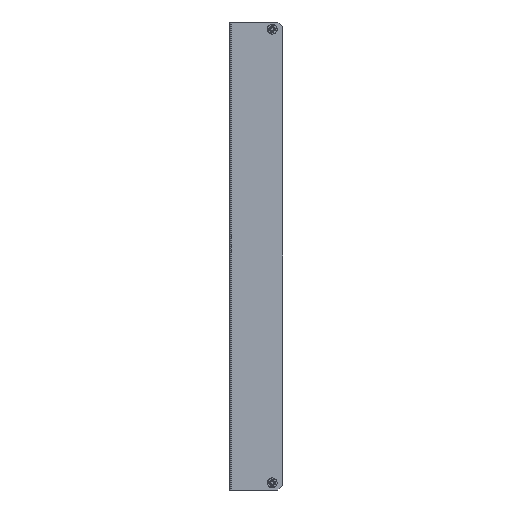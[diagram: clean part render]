
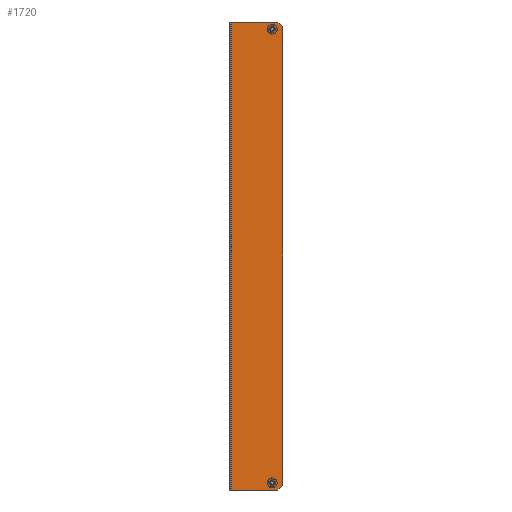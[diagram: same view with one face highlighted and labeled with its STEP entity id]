
A CAD part, front view. The second image highlights one B-rep face of the part: STEP entity #1720.
In plain terms, the highlighted planar face has unit normal (0, -1, 0).
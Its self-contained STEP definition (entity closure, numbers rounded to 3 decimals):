
#21 = EDGE_CURVE ( 'NONE', #2791, #2561, #2469, .T. ) ;
#93 = LINE ( 'NONE', #973, #2838 ) ;
#96 = CARTESIAN_POINT ( 'NONE',  ( 55., -1., 245. ) ) ;
#188 = FACE_OUTER_BOUND ( 'NONE', #2400, .T. ) ;
#210 = VERTEX_POINT ( 'NONE', #820 ) ;
#225 = CIRCLE ( 'NONE', #1419, 2.75 ) ;
#349 = EDGE_CURVE ( 'NONE', #3237, #2796, #1698, .T. ) ;
#378 = DIRECTION ( 'NONE',  ( 0., 1., 0. ) ) ;
#387 = AXIS2_PLACEMENT_3D ( 'NONE', #586, #843, #525 ) ;
#398 = ORIENTED_EDGE ( 'NONE', *, *, #3043, .T. ) ;
#430 = CARTESIAN_POINT ( 'NONE',  ( 0., -1., 245. ) ) ;
#498 = DIRECTION ( 'NONE',  ( 0., 1., 0. ) ) ;
#499 = CARTESIAN_POINT ( 'NONE',  ( 1., -1., 245. ) ) ;
#507 = VECTOR ( 'NONE', #3157, 1000. ) ;
#515 = EDGE_CURVE ( 'NONE', #1340, #2561, #1373, .T. ) ;
#525 = DIRECTION ( 'NONE',  ( 0., 0., 1. ) ) ;
#586 = CARTESIAN_POINT ( 'NONE',  ( 44., -1., -237.5 ) ) ;
#607 = ORIENTED_EDGE ( 'NONE', *, *, #3522, .T. ) ;
#692 = CARTESIAN_POINT ( 'NONE',  ( 44., -1., -240.25 ) ) ;
#711 = CARTESIAN_POINT ( 'NONE',  ( 0., -1., 245. ) ) ;
#764 = CIRCLE ( 'NONE', #387, 2.75 ) ;
#813 = CARTESIAN_POINT ( 'NONE',  ( 44., -1., 237.5 ) ) ;
#820 = CARTESIAN_POINT ( 'NONE',  ( 44., -1., -234.75 ) ) ;
#843 = DIRECTION ( 'NONE',  ( 0., 1., 0. ) ) ;
#973 = CARTESIAN_POINT ( 'NONE',  ( 50., -1., -245. ) ) ;
#998 = EDGE_CURVE ( 'NONE', #3605, #1612, #93, .T. ) ;
#1020 = CARTESIAN_POINT ( 'NONE',  ( 55., -1., -240. ) ) ;
#1078 = ORIENTED_EDGE ( 'NONE', *, *, #998, .T. ) ;
#1131 = LINE ( 'NONE', #2010, #2161 ) ;
#1183 = ORIENTED_EDGE ( 'NONE', *, *, #3325, .F. ) ;
#1340 = VERTEX_POINT ( 'NONE', #2297 ) ;
#1373 = LINE ( 'NONE', #430, #507 ) ;
#1384 = DIRECTION ( 'NONE',  ( 1., 0., 0. ) ) ;
#1390 = PLANE ( 'NONE',  #3221 ) ;
#1419 = AXIS2_PLACEMENT_3D ( 'NONE', #1629, #378, #3442 ) ;
#1492 = CARTESIAN_POINT ( 'NONE',  ( 44., -1., 237.5 ) ) ;
#1500 = VERTEX_POINT ( 'NONE', #692 ) ;
#1584 = DIRECTION ( 'NONE',  ( 0.707, 0., 0.707 ) ) ;
#1612 = VERTEX_POINT ( 'NONE', #1020 ) ;
#1629 = CARTESIAN_POINT ( 'NONE',  ( 44., -1., -237.5 ) ) ;
#1630 = ORIENTED_EDGE ( 'NONE', *, *, #1814, .T. ) ;
#1654 = EDGE_LOOP ( 'NONE', ( #1630, #398 ) ) ;
#1698 = CIRCLE ( 'NONE', #3785, 2.75 ) ;
#1715 = LINE ( 'NONE', #499, #2186 ) ;
#1720 = ADVANCED_FACE ( 'NONE', ( #1973, #3191, #188 ), #1390, .F. ) ;
#1782 = CARTESIAN_POINT ( 'NONE',  ( 44., -1., 240.25 ) ) ;
#1814 = EDGE_CURVE ( 'NONE', #210, #1500, #764, .T. ) ;
#1973 = FACE_BOUND ( 'NONE', #2728, .T. ) ;
#2010 = CARTESIAN_POINT ( 'NONE',  ( 0., -1., -245. ) ) ;
#2022 = AXIS2_PLACEMENT_3D ( 'NONE', #813, #498, #2285 ) ;
#2111 = VECTOR ( 'NONE', #2253, 1000. ) ;
#2142 = DIRECTION ( 'NONE',  ( 0., 0., 1. ) ) ;
#2161 = VECTOR ( 'NONE', #1384, 1000. ) ;
#2182 = LINE ( 'NONE', #96, #2111 ) ;
#2186 = VECTOR ( 'NONE', #3816, 1000. ) ;
#2253 = DIRECTION ( 'NONE',  ( 0., 0., -1. ) ) ;
#2285 = DIRECTION ( 'NONE',  ( 0., 0., 1. ) ) ;
#2291 = EDGE_CURVE ( 'NONE', #2796, #3237, #2727, .T. ) ;
#2297 = CARTESIAN_POINT ( 'NONE',  ( 1., -1., 245. ) ) ;
#2317 = EDGE_CURVE ( 'NONE', #3646, #3605, #1131, .T. ) ;
#2400 = EDGE_LOOP ( 'NONE', ( #3679, #1078, #1183, #2953, #3715, #607 ) ) ;
#2404 = CARTESIAN_POINT ( 'NONE',  ( 1., -1., -245. ) ) ;
#2414 = ORIENTED_EDGE ( 'NONE', *, *, #2291, .T. ) ;
#2446 = CARTESIAN_POINT ( 'NONE',  ( 50., -1., -245. ) ) ;
#2469 = LINE ( 'NONE', #3673, #3229 ) ;
#2540 = CARTESIAN_POINT ( 'NONE',  ( 50., -1., 245. ) ) ;
#2561 = VERTEX_POINT ( 'NONE', #2540 ) ;
#2590 = DIRECTION ( 'NONE',  ( 0., 1., 0. ) ) ;
#2637 = CARTESIAN_POINT ( 'NONE',  ( 55., -1., 240. ) ) ;
#2727 = CIRCLE ( 'NONE', #2022, 2.75 ) ;
#2728 = EDGE_LOOP ( 'NONE', ( #3279, #2414 ) ) ;
#2791 = VERTEX_POINT ( 'NONE', #2637 ) ;
#2796 = VERTEX_POINT ( 'NONE', #3853 ) ;
#2838 = VECTOR ( 'NONE', #1584, 1000. ) ;
#2953 = ORIENTED_EDGE ( 'NONE', *, *, #21, .T. ) ;
#3043 = EDGE_CURVE ( 'NONE', #1500, #210, #225, .T. ) ;
#3112 = DIRECTION ( 'NONE',  ( -0.707, 0., 0.707 ) ) ;
#3157 = DIRECTION ( 'NONE',  ( 1., 0., 0. ) ) ;
#3191 = FACE_BOUND ( 'NONE', #1654, .T. ) ;
#3221 = AXIS2_PLACEMENT_3D ( 'NONE', #711, #2590, #3803 ) ;
#3229 = VECTOR ( 'NONE', #3112, 1000. ) ;
#3237 = VERTEX_POINT ( 'NONE', #1782 ) ;
#3279 = ORIENTED_EDGE ( 'NONE', *, *, #349, .T. ) ;
#3316 = DIRECTION ( 'NONE',  ( 0., 1., 0. ) ) ;
#3325 = EDGE_CURVE ( 'NONE', #2791, #1612, #2182, .T. ) ;
#3442 = DIRECTION ( 'NONE',  ( 0., 0., 1. ) ) ;
#3522 = EDGE_CURVE ( 'NONE', #1340, #3646, #1715, .T. ) ;
#3605 = VERTEX_POINT ( 'NONE', #2446 ) ;
#3646 = VERTEX_POINT ( 'NONE', #2404 ) ;
#3673 = CARTESIAN_POINT ( 'NONE',  ( 55., -1., 240. ) ) ;
#3679 = ORIENTED_EDGE ( 'NONE', *, *, #2317, .T. ) ;
#3715 = ORIENTED_EDGE ( 'NONE', *, *, #515, .F. ) ;
#3785 = AXIS2_PLACEMENT_3D ( 'NONE', #1492, #3316, #2142 ) ;
#3803 = DIRECTION ( 'NONE',  ( 0., 0., 1. ) ) ;
#3816 = DIRECTION ( 'NONE',  ( 0., 0., -1. ) ) ;
#3853 = CARTESIAN_POINT ( 'NONE',  ( 44., -1., 234.75 ) ) ;
